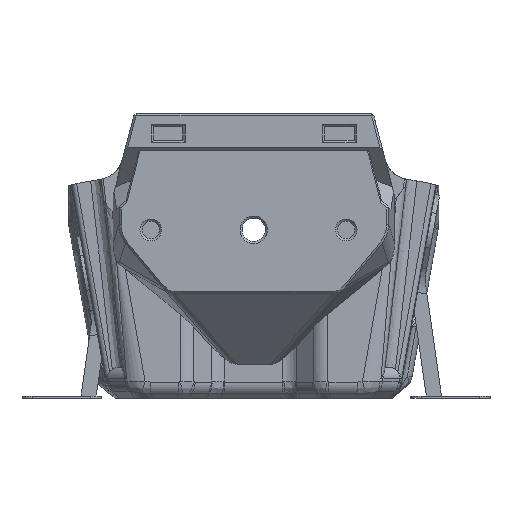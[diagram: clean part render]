
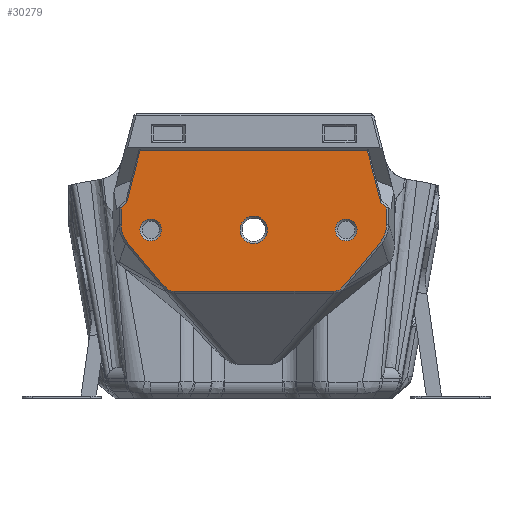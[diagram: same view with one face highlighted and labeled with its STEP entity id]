
A CAD part, front view. The second image highlights one B-rep face of the part: STEP entity #30279.
In plain terms, the highlighted planar face has unit normal (0, -1, 0).
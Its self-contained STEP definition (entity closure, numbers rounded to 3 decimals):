
#1494=B_SPLINE_CURVE_WITH_KNOTS('',3,(#55347,#55348,#55349,#55350),
 .UNSPECIFIED.,.F.,.F.,(4,4),(0.,0.004),.UNSPECIFIED.);
#1495=B_SPLINE_CURVE_WITH_KNOTS('',3,(#55354,#55355,#55356,#55357),
 .UNSPECIFIED.,.F.,.F.,(4,4),(0.,0.002),.UNSPECIFIED.);
#1496=B_SPLINE_CURVE_WITH_KNOTS('',3,(#55359,#55360,#55361,#55362),
 .UNSPECIFIED.,.F.,.F.,(4,4),(0.,0.001),.UNSPECIFIED.);
#1497=B_SPLINE_CURVE_WITH_KNOTS('',3,(#55366,#55367,#55368,#55369),
 .UNSPECIFIED.,.F.,.F.,(4,4),(0.,0.001),.UNSPECIFIED.);
#1498=B_SPLINE_CURVE_WITH_KNOTS('',3,(#55371,#55372,#55373,#55374),
 .UNSPECIFIED.,.F.,.F.,(4,4),(0.,0.002),
 .UNSPECIFIED.);
#1499=B_SPLINE_CURVE_WITH_KNOTS('',3,(#55378,#55379,#55380,#55381),
 .UNSPECIFIED.,.F.,.F.,(4,4),(0.017,0.02),
 .UNSPECIFIED.);
#2319=CIRCLE('',#32819,2.05);
#2320=CIRCLE('',#32820,2.05);
#2321=CIRCLE('',#32821,2.6);
#9755=ORIENTED_EDGE('',*,*,#15451,.T.);
#9756=ORIENTED_EDGE('',*,*,#15452,.T.);
#9757=ORIENTED_EDGE('',*,*,#15453,.T.);
#9758=ORIENTED_EDGE('',*,*,#15425,.T.);
#9759=ORIENTED_EDGE('',*,*,#11972,.T.);
#9760=ORIENTED_EDGE('',*,*,#15422,.F.);
#9761=ORIENTED_EDGE('',*,*,#15454,.F.);
#9762=ORIENTED_EDGE('',*,*,#15455,.T.);
#9763=ORIENTED_EDGE('',*,*,#15456,.F.);
#9764=ORIENTED_EDGE('',*,*,#15457,.F.);
#9765=ORIENTED_EDGE('',*,*,#15458,.F.);
#9766=ORIENTED_EDGE('',*,*,#15459,.F.);
#9767=ORIENTED_EDGE('',*,*,#15460,.F.);
#9768=ORIENTED_EDGE('',*,*,#15461,.T.);
#9769=ORIENTED_EDGE('',*,*,#15462,.T.);
#9770=ORIENTED_EDGE('',*,*,#15463,.T.);
#9771=ORIENTED_EDGE('',*,*,#15464,.T.);
#9772=ORIENTED_EDGE('',*,*,#15465,.F.);
#9773=ORIENTED_EDGE('',*,*,#15466,.T.);
#11972=EDGE_CURVE('',#16507,#16506,#19405,.T.);
#15422=EDGE_CURVE('',#18712,#16506,#21276,.T.);
#15425=EDGE_CURVE('',#18713,#16507,#21279,.T.);
#15451=EDGE_CURVE('',#18731,#18731,#2319,.T.);
#15452=EDGE_CURVE('',#18732,#18732,#2320,.T.);
#15453=EDGE_CURVE('',#18733,#18733,#2321,.F.);
#15454=EDGE_CURVE('',#18734,#18712,#21296,.T.);
#15455=EDGE_CURVE('',#18734,#18735,#21297,.F.);
#15456=EDGE_CURVE('',#18736,#18735,#1494,.T.);
#15457=EDGE_CURVE('',#18737,#18736,#21298,.T.);
#15458=EDGE_CURVE('',#18738,#18737,#1495,.T.);
#15459=EDGE_CURVE('',#18739,#18738,#1496,.T.);
#15460=EDGE_CURVE('',#18740,#18739,#21299,.T.);
#15461=EDGE_CURVE('',#18740,#18741,#1497,.T.);
#15462=EDGE_CURVE('',#18741,#18742,#1498,.T.);
#15463=EDGE_CURVE('',#18742,#18743,#21300,.T.);
#15464=EDGE_CURVE('',#18743,#18744,#1499,.T.);
#15465=EDGE_CURVE('',#18745,#18744,#21301,.F.);
#15466=EDGE_CURVE('',#18745,#18713,#21302,.T.);
#16506=VERTEX_POINT('',#41189);
#16507=VERTEX_POINT('',#41191);
#18712=VERTEX_POINT('',#55251);
#18713=VERTEX_POINT('',#55257);
#18731=VERTEX_POINT('',#55338);
#18732=VERTEX_POINT('',#55340);
#18733=VERTEX_POINT('',#55342);
#18734=VERTEX_POINT('',#55344);
#18735=VERTEX_POINT('',#55346);
#18736=VERTEX_POINT('',#55351);
#18737=VERTEX_POINT('',#55353);
#18738=VERTEX_POINT('',#55358);
#18739=VERTEX_POINT('',#55363);
#18740=VERTEX_POINT('',#55365);
#18741=VERTEX_POINT('',#55370);
#18742=VERTEX_POINT('',#55375);
#18743=VERTEX_POINT('',#55377);
#18744=VERTEX_POINT('',#55382);
#18745=VERTEX_POINT('',#55384);
#19405=LINE('',#41190,#21918);
#21276=LINE('',#55252,#23789);
#21279=LINE('',#55256,#23792);
#21296=LINE('',#55343,#23809);
#21297=LINE('',#55345,#23810);
#21298=LINE('',#55352,#23811);
#21299=LINE('',#55364,#23812);
#21300=LINE('',#55376,#23813);
#21301=LINE('',#55383,#23814);
#21302=LINE('',#55385,#23815);
#21918=VECTOR('',#33421,1000.);
#23789=VECTOR('',#39332,1000.);
#23792=VECTOR('',#39337,1000.);
#23809=VECTOR('',#39380,1000.);
#23810=VECTOR('',#39381,1000.);
#23811=VECTOR('',#39382,1000.);
#23812=VECTOR('',#39383,1000.);
#23813=VECTOR('',#39384,1000.);
#23814=VECTOR('',#39385,1000.);
#23815=VECTOR('',#39386,1000.);
#25790=EDGE_LOOP('',(#9755));
#25791=EDGE_LOOP('',(#9756));
#25792=EDGE_LOOP('',(#9757));
#25793=EDGE_LOOP('',(#9758,#9759,#9760,#9761,#9762,#9763,#9764,#9765,#9766,
#9767,#9768,#9769,#9770,#9771,#9772,#9773));
#27641=FACE_BOUND('',#25790,.T.);
#27642=FACE_BOUND('',#25791,.T.);
#27643=FACE_BOUND('',#25792,.T.);
#27644=FACE_BOUND('',#25793,.T.);
#28719=PLANE('',#32818);
#30279=ADVANCED_FACE('',(#27641,#27642,#27643,#27644),#28719,.T.);
#32818=AXIS2_PLACEMENT_3D('',#55336,#39372,#39373);
#32819=AXIS2_PLACEMENT_3D('',#55337,#39374,#39375);
#32820=AXIS2_PLACEMENT_3D('',#55339,#39376,#39377);
#32821=AXIS2_PLACEMENT_3D('',#55341,#39378,#39379);
#33421=DIRECTION('',(-1.,0.,0.));
#39332=DIRECTION('',(0.25,0.,0.968));
#39337=DIRECTION('',(-0.25,0.,0.968));
#39372=DIRECTION('',(0.,-1.,0.));
#39373=DIRECTION('',(1.,0.,0.));
#39374=DIRECTION('',(0.,1.,0.));
#39375=DIRECTION('',(0.,0.,1.));
#39376=DIRECTION('',(0.,1.,0.));
#39377=DIRECTION('',(0.,0.,1.));
#39378=DIRECTION('',(0.,-1.,0.));
#39379=DIRECTION('',(0.,0.,-1.));
#39380=DIRECTION('',(0.714,0.,0.7));
#39381=DIRECTION('',(0.,0.,1.));
#39382=DIRECTION('',(-0.643,0.,0.766));
#39383=DIRECTION('',(-1.,0.,0.));
#39384=DIRECTION('',(0.643,0.,0.766));
#39385=DIRECTION('',(0.,0.,1.));
#39386=DIRECTION('',(-0.714,0.,0.7));
#41189=CARTESIAN_POINT('',(-21.524,-30.914,46.796));
#41190=CARTESIAN_POINT('',(21.765,-30.914,46.796));
#41191=CARTESIAN_POINT('',(21.524,-30.914,46.796));
#55251=CARTESIAN_POINT('',(-24.05,-30.914,37.028));
#55252=CARTESIAN_POINT('',(-23.525,-30.914,39.06));
#55256=CARTESIAN_POINT('',(23.483,-30.914,39.22));
#55257=CARTESIAN_POINT('',(24.05,-30.914,37.028));
#55336=CARTESIAN_POINT('',(0.,-30.914,33.146));
#55337=CARTESIAN_POINT('',(17.499,-30.914,31.853));
#55338=CARTESIAN_POINT('',(17.499,-30.914,33.903));
#55339=CARTESIAN_POINT('',(-19.501,-30.914,31.853));
#55340=CARTESIAN_POINT('',(-19.501,-30.914,33.903));
#55341=CARTESIAN_POINT('',(0.,-30.914,31.85));
#55342=CARTESIAN_POINT('',(0.,-30.914,29.25));
#55343=CARTESIAN_POINT('',(-13.808,-30.914,47.065));
#55344=CARTESIAN_POINT('',(-25.107,-30.914,35.993));
#55345=CARTESIAN_POINT('',(-25.107,-30.914,32.976));
#55346=CARTESIAN_POINT('',(-25.107,-30.914,32.789));
#55347=CARTESIAN_POINT('',(-23.973,-30.914,29.532));
#55348=CARTESIAN_POINT('',(-24.732,-30.914,30.438));
#55349=CARTESIAN_POINT('',(-25.107,-30.914,31.609));
#55350=CARTESIAN_POINT('',(-25.107,-30.914,32.789));
#55351=CARTESIAN_POINT('',(-23.973,-30.914,29.532));
#55352=CARTESIAN_POINT('',(-15.763,-30.914,19.748));
#55353=CARTESIAN_POINT('',(-17.431,-30.914,21.735));
#55354=CARTESIAN_POINT('',(-16.377,-30.914,20.624));
#55355=CARTESIAN_POINT('',(-16.749,-30.914,20.974));
#55356=CARTESIAN_POINT('',(-17.102,-30.914,21.344));
#55357=CARTESIAN_POINT('',(-17.431,-30.914,21.735));
#55358=CARTESIAN_POINT('',(-16.377,-30.914,20.624));
#55359=CARTESIAN_POINT('',(-15.042,-30.914,20.209));
#55360=CARTESIAN_POINT('',(-15.517,-30.914,20.209));
#55361=CARTESIAN_POINT('',(-15.969,-30.914,20.384));
#55362=CARTESIAN_POINT('',(-16.377,-30.914,20.624));
#55363=CARTESIAN_POINT('',(-15.042,-30.914,20.209));
#55364=CARTESIAN_POINT('',(0.,-30.914,20.209));
#55365=CARTESIAN_POINT('',(15.042,-30.914,20.209));
#55366=CARTESIAN_POINT('',(15.042,-30.914,20.209));
#55367=CARTESIAN_POINT('',(15.517,-30.914,20.209));
#55368=CARTESIAN_POINT('',(15.969,-30.914,20.384));
#55369=CARTESIAN_POINT('',(16.377,-30.914,20.624));
#55370=CARTESIAN_POINT('',(16.377,-30.914,20.624));
#55371=CARTESIAN_POINT('',(16.377,-30.914,20.624));
#55372=CARTESIAN_POINT('',(16.749,-30.914,20.974));
#55373=CARTESIAN_POINT('',(17.102,-30.914,21.344));
#55374=CARTESIAN_POINT('',(17.431,-30.914,21.735));
#55375=CARTESIAN_POINT('',(17.431,-30.914,21.735));
#55376=CARTESIAN_POINT('',(15.763,-30.914,19.748));
#55377=CARTESIAN_POINT('',(23.973,-30.914,29.532));
#55378=CARTESIAN_POINT('',(23.973,-30.914,29.532));
#55379=CARTESIAN_POINT('',(24.733,-30.914,30.439));
#55380=CARTESIAN_POINT('',(25.107,-30.914,31.616));
#55381=CARTESIAN_POINT('',(25.107,-30.914,32.789));
#55382=CARTESIAN_POINT('',(25.107,-30.914,32.789));
#55383=CARTESIAN_POINT('',(25.107,-30.914,32.976));
#55384=CARTESIAN_POINT('',(25.107,-30.914,35.993));
#55385=CARTESIAN_POINT('',(13.808,-30.914,47.065));
